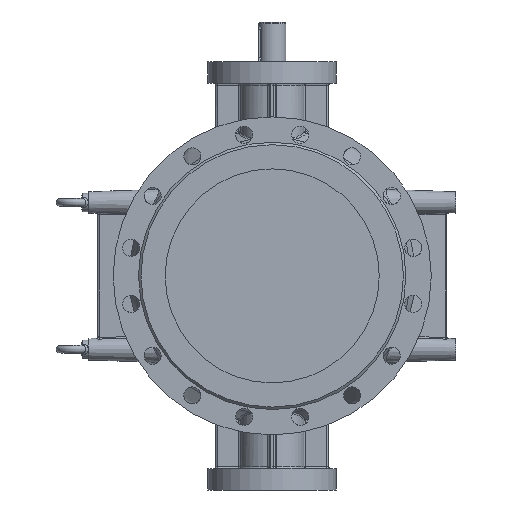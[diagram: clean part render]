
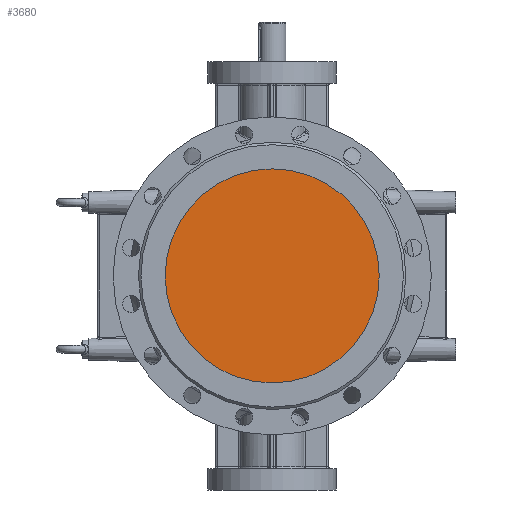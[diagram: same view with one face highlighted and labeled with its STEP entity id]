
A CAD part, left-side view. The second image highlights one B-rep face of the part: STEP entity #3680.
In plain terms, the highlighted planar face has unit normal (-1, 0, 0).
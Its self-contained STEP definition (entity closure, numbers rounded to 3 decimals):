
#3680 = ADVANCED_FACE ( 'NONE', ( #20118 ), #13412, .T. ) ;
#3840 = CIRCLE ( 'NONE', #45401, 175. ) ;
#9173 = EDGE_LOOP ( 'NONE', ( #21293 ) ) ;
#9652 = DIRECTION ( 'NONE',  ( -1., 0., 0. ) ) ;
#12976 = CARTESIAN_POINT ( 'NONE',  ( -151., 0., 0. ) ) ;
#13412 = PLANE ( 'NONE',  #21770 ) ;
#16047 = DIRECTION ( 'NONE',  ( -1., 0., 0. ) ) ;
#18061 = VERTEX_POINT ( 'NONE', #49180 ) ;
#20118 = FACE_OUTER_BOUND ( 'NONE', #9173, .T. ) ;
#21293 = ORIENTED_EDGE ( 'NONE', *, *, #45220, .T. ) ;
#21770 = AXIS2_PLACEMENT_3D ( 'NONE', #23685, #16047, #25160 ) ;
#23685 = CARTESIAN_POINT ( 'NONE',  ( -151., 0., 0. ) ) ;
#25160 = DIRECTION ( 'NONE',  ( 0., 0., 1. ) ) ;
#40274 = DIRECTION ( 'NONE',  ( 0., 0., 1. ) ) ;
#45220 = EDGE_CURVE ( 'NONE', #18061, #18061, #3840, .T. ) ;
#45401 = AXIS2_PLACEMENT_3D ( 'NONE', #12976, #9652, #40274 ) ;
#49180 = CARTESIAN_POINT ( 'NONE',  ( -151., 0., 175. ) ) ;
